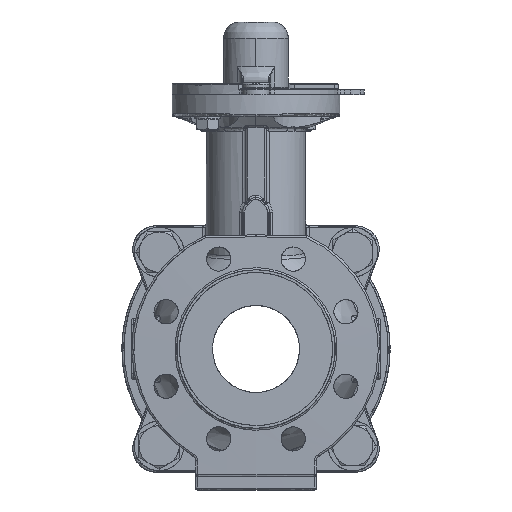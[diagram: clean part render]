
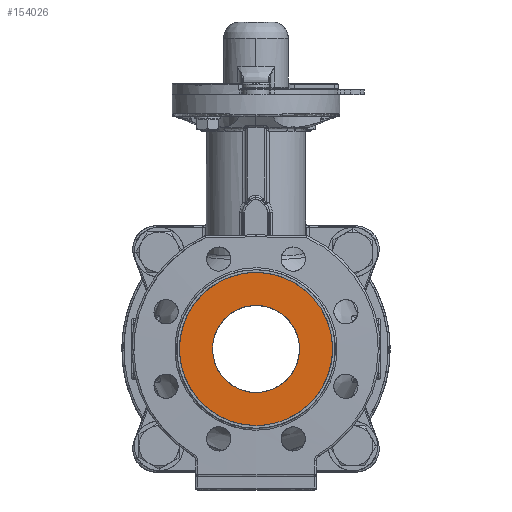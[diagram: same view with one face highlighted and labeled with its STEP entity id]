
A CAD part, left-side view. The second image highlights one B-rep face of the part: STEP entity #154026.
In plain terms, the highlighted planar face has unit normal (-1, 0, 0).
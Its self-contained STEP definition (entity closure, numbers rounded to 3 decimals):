
#153987=CARTESIAN_POINT('',(-115.6,0.,65.218));
#153988=DIRECTION('',(1.,0.,0.));
#153989=DIRECTION('',(0.,0.,-1.));
#153990=AXIS2_PLACEMENT_3D('',#153987,#153988,#153989);
#153991=PLANE('',#153990);
#153992=CARTESIAN_POINT('',(-115.6,-0.,-57.));
#153993=VERTEX_POINT('',#153992);
#153994=CARTESIAN_POINT('',(-115.6,-0.,-57.));
#153995=CARTESIAN_POINT('',(-115.6,57.,-57.));
#153996=CARTESIAN_POINT('',(-115.6,57.,0.));
#153997=CARTESIAN_POINT('',(-115.6,57.,57.));
#153998=CARTESIAN_POINT('',(-115.6,0.,57.));
#153999=CARTESIAN_POINT('',(-115.6,-57.,57.));
#154000=CARTESIAN_POINT('',(-115.6,-57.,0.));
#154001=CARTESIAN_POINT('',(-115.6,-57.,-57.));
#154002=CARTESIAN_POINT('',(-115.6,-0.,-57.));
#154003=(BOUNDED_CURVE()
B_SPLINE_CURVE(2,(#153994,#153995,#153996,#153997,#153998,#153999,#154000,#154001,#154002),.UNSPECIFIED.,.T.,.F.)
B_SPLINE_CURVE_WITH_KNOTS((3,2,2,2,3),(180.,270.,360.,450.,540.),.UNSPECIFIED.)
CURVE()
GEOMETRIC_REPRESENTATION_ITEM()
RATIONAL_B_SPLINE_CURVE((1.,0.707,1.,0.707,1.,0.707,1.,0.707,1.))
REPRESENTATION_ITEM(''));
#154004=EDGE_CURVE('',#153993,#153993,#154003,.T.);
#154005=ORIENTED_EDGE('',*,*,#154004,.F.);
#154006=EDGE_LOOP('',(#154005));
#154007=FACE_BOUND('',#154006,.T.);
#154008=CARTESIAN_POINT('',(-115.6,28.237,15.832));
#154009=VERTEX_POINT('',#154008);
#154010=CARTESIAN_POINT('',(-115.6,28.237,15.832));
#154011=CARTESIAN_POINT('',(-115.6,32.373,8.456));
#154012=CARTESIAN_POINT('',(-115.6,32.373,0.));
#154013=CARTESIAN_POINT('',(-115.6,32.373,-32.373));
#154014=CARTESIAN_POINT('',(-115.6,0.,-32.373));
#154015=CARTESIAN_POINT('',(-115.6,-32.373,-32.373));
#154016=CARTESIAN_POINT('',(-115.6,-32.373,0.));
#154017=CARTESIAN_POINT('',(-115.6,-32.373,32.373));
#154018=CARTESIAN_POINT('',(-115.6,-0.,32.373));
#154019=CARTESIAN_POINT('',(-115.6,18.963,32.373));
#154020=CARTESIAN_POINT('',(-115.6,28.237,15.832));
#154021=(BOUNDED_CURVE()
B_SPLINE_CURVE(2,(#154010,#154011,#154012,#154013,#154014,#154015,#154016,#154017,#154018,#154019,#154020),.UNSPECIFIED.,.T.,.F.)
B_SPLINE_CURVE_WITH_KNOTS((3,2,2,2,2,3),(300.,330.,420.,510.,600.,660.),.UNSPECIFIED.)
CURVE()
GEOMETRIC_REPRESENTATION_ITEM()
RATIONAL_B_SPLINE_CURVE((0.87,0.902,1.,0.707,1.,0.707,1.,0.707,1.,0.805,0.87))
REPRESENTATION_ITEM(''));
#154022=EDGE_CURVE('',#154009,#154009,#154021,.T.);
#154023=ORIENTED_EDGE('',*,*,#154022,.F.);
#154024=EDGE_LOOP('',(#154023));
#154025=FACE_BOUND('',#154024,.T.);
#154026=ADVANCED_FACE('',(#154007,#154025),#153991,.F.);
